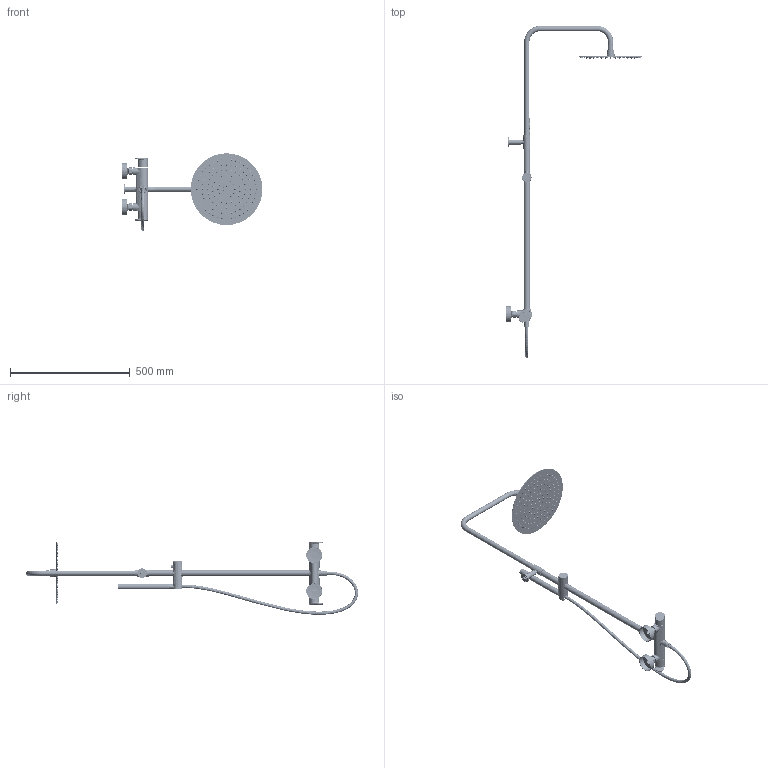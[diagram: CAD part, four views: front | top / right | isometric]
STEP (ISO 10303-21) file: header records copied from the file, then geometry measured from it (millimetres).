
FILE_DESCRIPTION (( 'STEP AP203' ), '1' );
FILE_NAME ('36DP10134.STEP', '2025-09-17T11:08:16', ( '' ), ( '' ), 'SwSTEP 2.0', 'SolidWorks 2021', '' );
FILE_SCHEMA (( 'CONFIG_CONTROL_DESIGN' ));
Products named in the file (1): 36DP10134
Bounding box: 588.9 x 1387.45 x 323.84 mm (x, y, z)
Surface area: 953588 mm2 (no closed solid volume)
Topology: 0 solids, 37 shells, 3676 faces, 8762 edges, 5866 vertices
Faces by surface type: plane 1172, bspline 1047, cylinder 921, cone 484, torus 46, sphere 6
Full cylindrical faces by diameter (mm): 1.2 x132, 3.1 x4, 3.3 x4, 4 x266, 4.15 x2, 4.5 x3, 4.65 x2, 5 x1, 5.8 x140, 6 x1, 7 x1, 7.5 x1, 7.8 x1, 8 x1, 9.8 x1, 10.1 x2, 10.2 x2, 11 x1, 11.622 x1, 12 x1, 12.5 x2, 13.8 x1, 14 x2, 14.1 x1, 14.5 x2, 15 x9, 16.2 x2, 17.6 x1, 17.9 x1, 18 x6
Entity records: 162272 total; most frequent: CARTESIAN_POINT 94082, DIRECTION 12185, ORIENTED_EDGE 12178, EDGE_LOOP 6803, EDGE_CURVE 6091, AXIS2_PLACEMENT_3D 5412, VERTEX_POINT 5072, FACE_OUTER_BOUND 5037
